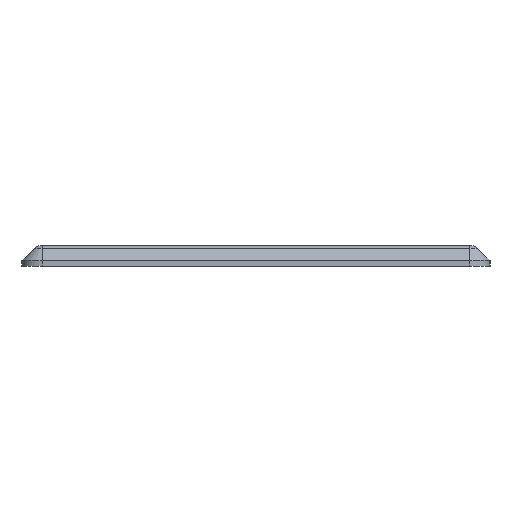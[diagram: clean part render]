
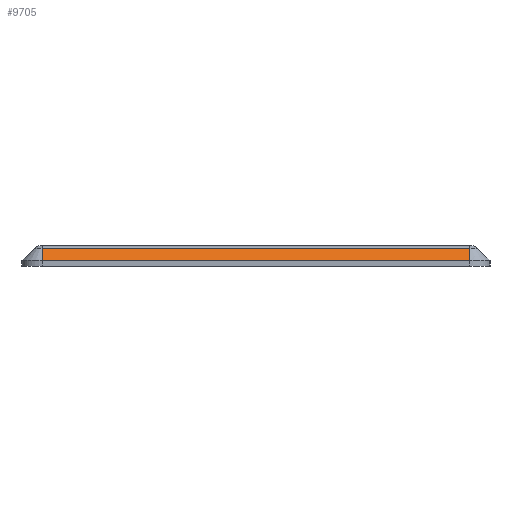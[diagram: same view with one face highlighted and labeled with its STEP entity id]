
A CAD part, left-side view. The second image highlights one B-rep face of the part: STEP entity #9705.
In plain terms, the highlighted planar face has unit normal (-0.707, 0, 0.707).
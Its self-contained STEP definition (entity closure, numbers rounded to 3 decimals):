
#1163=FACE_OUTER_BOUND('',#1734,.T.);
#1734=EDGE_LOOP('',(#7181,#7182,#7183,#7184));
#2460=LINE('',#14089,#3311);
#2468=LINE('',#14160,#3319);
#2469=LINE('',#14164,#3320);
#2470=LINE('',#14165,#3321);
#3311=VECTOR('',#11215,10.);
#3319=VECTOR('',#11257,10.);
#3320=VECTOR('',#11262,10.);
#3321=VECTOR('',#11263,10.);
#4371=VERTEX_POINT('',#14085);
#4372=VERTEX_POINT('',#14087);
#4382=VERTEX_POINT('',#14159);
#4383=VERTEX_POINT('',#14163);
#5450=EDGE_CURVE('',#4372,#4371,#2460,.T.);
#5469=EDGE_CURVE('',#4382,#4371,#2468,.T.);
#5471=EDGE_CURVE('',#4383,#4372,#2469,.T.);
#5472=EDGE_CURVE('',#4383,#4382,#2470,.T.);
#7181=ORIENTED_EDGE('',*,*,#5450,.F.);
#7182=ORIENTED_EDGE('',*,*,#5471,.F.);
#7183=ORIENTED_EDGE('',*,*,#5472,.T.);
#7184=ORIENTED_EDGE('',*,*,#5469,.T.);
#9439=PLANE('',#10363);
#9705=ADVANCED_FACE('',(#1163),#9439,.T.);
#10363=AXIS2_PLACEMENT_3D('',#14162,#11260,#11261);
#11215=DIRECTION('',(0.,-1.,0.));
#11257=DIRECTION('',(0.707,0.,0.707));
#11260=DIRECTION('center_axis',(-0.707,0.,0.707));
#11261=DIRECTION('ref_axis',(0.707,0.,0.707));
#11262=DIRECTION('',(0.707,0.,0.707));
#11263=DIRECTION('',(0.,-1.,0.));
#14085=CARTESIAN_POINT('',(-95.879,-93.4,6.121));
#14087=CARTESIAN_POINT('',(-95.879,53.,6.121));
#14089=CARTESIAN_POINT('',(-95.879,-0.15,6.121));
#14159=CARTESIAN_POINT('',(-100.,-93.4,2.));
#14160=CARTESIAN_POINT('',(-100.,-93.4,2.));
#14162=CARTESIAN_POINT('Origin',(-97.5,19.9,4.5));
#14163=CARTESIAN_POINT('',(-100.,53.,2.));
#14164=CARTESIAN_POINT('',(-100.,53.,2.));
#14165=CARTESIAN_POINT('',(-100.,19.9,2.));
